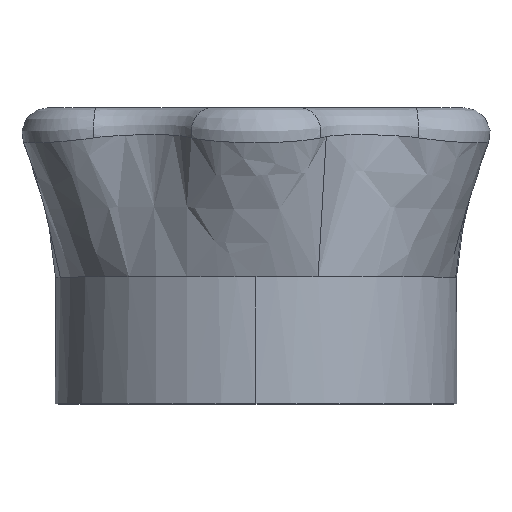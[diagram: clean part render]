
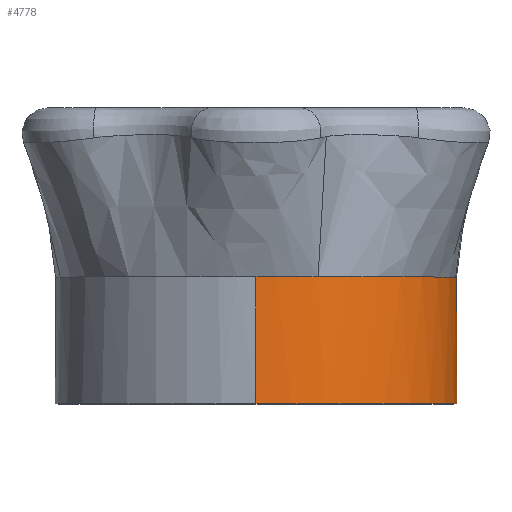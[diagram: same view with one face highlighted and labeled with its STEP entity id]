
A CAD part, top view. The second image highlights one B-rep face of the part: STEP entity #4778.
In plain terms, the highlighted cylindrical face has radius 23.75 mm (diameter 47.5 mm), a partial arc.
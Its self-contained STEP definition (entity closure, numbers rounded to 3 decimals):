
#76 = DIRECTION ( 'NONE',  ( 0., 0., -1. ) ) ;
#135 = CARTESIAN_POINT ( 'NONE',  ( 10.779, 15.001, -21.166 ) ) ;
#169 = CARTESIAN_POINT ( 'NONE',  ( 0., 15., -23.75 ) ) ;
#171 = CARTESIAN_POINT ( 'NONE',  ( 0., 0., -23.75 ) ) ;
#318 = CARTESIAN_POINT ( 'NONE',  ( 2.492, 15., 23.651 ) ) ;
#473 = CARTESIAN_POINT ( 'NONE',  ( 10.606, 15.002, 21.262 ) ) ;
#507 = CARTESIAN_POINT ( 'NONE',  ( 22.378, 15., 7.986 ) ) ;
#564 = CIRCLE ( 'NONE', #2469, 23.75 ) ;
#665 = CARTESIAN_POINT ( 'NONE',  ( 9.508, 14.999, -21.775 ) ) ;
#780 = CARTESIAN_POINT ( 'NONE',  ( 1.253, 15., 23.75 ) ) ;
#902 = CARTESIAN_POINT ( 'NONE',  ( 20.994, 15., 11.192 ) ) ;
#908 = DIRECTION ( 'NONE',  ( 0., 1., 0. ) ) ;
#968 = CARTESIAN_POINT ( 'NONE',  ( 23.741, 15.002, -0.949 ) ) ;
#1004 = CARTESIAN_POINT ( 'NONE',  ( 23.239, 15.001, -5.094 ) ) ;
#1073 = CARTESIAN_POINT ( 'NONE',  ( 10.465, 15.001, -21.323 ) ) ;
#1281 = CARTESIAN_POINT ( 'NONE',  ( 7.347, 15., 22.585 ) ) ;
#1431 = CARTESIAN_POINT ( 'NONE',  ( 12.449, 15., 20.229 ) ) ;
#1497 = CARTESIAN_POINT ( 'NONE',  ( 23.538, 14.999, 3.244 ) ) ;
#1532 = CARTESIAN_POINT ( 'NONE',  ( 20.02, 15., -12.796 ) ) ;
#1546 = VERTEX_POINT ( 'NONE', #2420 ) ;
#1593 = CARTESIAN_POINT ( 'NONE',  ( 11.402, 15., -20.837 ) ) ;
#1626 = FACE_OUTER_BOUND ( 'NONE', #6531, .T. ) ;
#1821 = VERTEX_POINT ( 'NONE', #1281 ) ;
#1967 = CARTESIAN_POINT ( 'NONE',  ( 9.97, 14.999, 21.567 ) ) ;
#2039 = CARTESIAN_POINT ( 'NONE',  ( 14.196, 15., 19.053 ) ) ;
#2128 = CARTESIAN_POINT ( 'NONE',  ( 13.206, 15.001, -19.743 ) ) ;
#2160 = CARTESIAN_POINT ( 'NONE',  ( 6.899, 15., -22.769 ) ) ;
#2213 = EDGE_CURVE ( 'NONE', #1546, #4138, #564, .T. ) ;
#2244 = ORIENTED_EDGE ( 'NONE', *, *, #4974, .T. ) ;
#2340 = CARTESIAN_POINT ( 'NONE',  ( 0., 15., 23.75 ) ) ;
#2420 = CARTESIAN_POINT ( 'NONE',  ( 0., 0., 23.75 ) ) ;
#2469 = AXIS2_PLACEMENT_3D ( 'NONE', #6458, #908, #4537 ) ;
#2498 = CARTESIAN_POINT ( 'NONE',  ( 12.749, 15.001, 20.041 ) ) ;
#2533 = B_SPLINE_CURVE_WITH_KNOTS ( 'NONE', 3,
 ( #2340, #780, #318, #4804, #3263, #3332 ),
 .UNSPECIFIED., .F., .F.,
 ( 4, 2, 4 ),
 ( 0.143, 0.146, 0.15 ),
 .UNSPECIFIED. ) ;
#2534 = CARTESIAN_POINT ( 'NONE',  ( 21.978, 15.001, -9.111 ) ) ;
#2568 = CARTESIAN_POINT ( 'NONE',  ( 15.833, 15.001, 17.757 ) ) ;
#2598 = LINE ( 'NONE', #5150, #6497 ) ;
#2727 = CARTESIAN_POINT ( 'NONE',  ( 11.709, 14.998, -20.666 ) ) ;
#2921 = CARTESIAN_POINT ( 'NONE',  ( 0., 18., 23.75 ) ) ;
#2961 = CARTESIAN_POINT ( 'NONE',  ( 21.613, 15., 9.946 ) ) ;
#3028 = CARTESIAN_POINT ( 'NONE',  ( 22.902, 14.999, -6.447 ) ) ;
#3093 = CARTESIAN_POINT ( 'NONE',  ( 14.907, 15., -18.502 ) ) ;
#3124 = CARTESIAN_POINT ( 'NONE',  ( 13.498, 15., -19.545 ) ) ;
#3155 = CARTESIAN_POINT ( 'NONE',  ( 1.395, 15., -23.719 ) ) ;
#3186 = CARTESIAN_POINT ( 'NONE',  ( 19.234, 15., -13.95 ) ) ;
#3263 = CARTESIAN_POINT ( 'NONE',  ( 6.151, 15., 22.974 ) ) ;
#3332 = CARTESIAN_POINT ( 'NONE',  ( 7.347, 15., 22.585 ) ) ;
#3424 = CARTESIAN_POINT ( 'NONE',  ( 18.683, 15., 14.68 ) ) ;
#3525 = CARTESIAN_POINT ( 'NONE',  ( 23.644, 15., -2.343 ) ) ;
#3552 = EDGE_CURVE ( 'NONE', #6404, #4138, #2598, .T. ) ;
#3553 = LINE ( 'NONE', #2921, #4827 ) ;
#3594 = CARTESIAN_POINT ( 'NONE',  ( 3.495, 15., -23.502 ) ) ;
#3612 = CARTESIAN_POINT ( 'NONE',  ( 0., 15., 23.75 ) ) ;
#3669 = ORIENTED_EDGE ( 'NONE', *, *, #4691, .F. ) ;
#3718 = CARTESIAN_POINT ( 'NONE',  ( 16.497, 15., -17.143 ) ) ;
#3953 = CARTESIAN_POINT ( 'NONE',  ( 11.844, 14.998, 20.589 ) ) ;
#3986 = CARTESIAN_POINT ( 'NONE',  ( 13.629, 15.001, 19.463 ) ) ;
#4020 = CARTESIAN_POINT ( 'NONE',  ( 19.516, 15., 13.553 ) ) ;
#4033 = EDGE_CURVE ( 'NONE', #6166, #1821, #2533, .T. ) ;
#4053 = CARTESIAN_POINT ( 'NONE',  ( 23.163, 15., 5.296 ) ) ;
#4089 = CARTESIAN_POINT ( 'NONE',  ( 16.844, 14.999, 16.802 ) ) ;
#4138 = VERTEX_POINT ( 'NONE', #171 ) ;
#4149 = CARTESIAN_POINT ( 'NONE',  ( 8.862, 15., -22.046 ) ) ;
#4180 = CARTESIAN_POINT ( 'NONE',  ( 2.797, 15., -23.595 ) ) ;
#4454 = DIRECTION ( 'NONE',  ( 0., -1., 0. ) ) ;
#4461 = CARTESIAN_POINT ( 'NONE',  ( 8.677, 15., 22.12 ) ) ;
#4537 = DIRECTION ( 'NONE',  ( 0., 0., 1. ) ) ;
#4565 = CARTESIAN_POINT ( 'NONE',  ( 21.405, 15., -10.384 ) ) ;
#4630 = CYLINDRICAL_SURFACE ( 'NONE', #5140, 23.75 ) ;
#4657 = CARTESIAN_POINT ( 'NONE',  ( 0., 18., 0. ) ) ;
#4691 = EDGE_CURVE ( 'NONE', #1821, #6404, #5214, .T. ) ;
#4720 = CARTESIAN_POINT ( 'NONE',  ( 0.697, 15., -23.75 ) ) ;
#4778 = ADVANCED_FACE ( 'NONE', ( #1626 ), #4630, .T. ) ;
#4804 = CARTESIAN_POINT ( 'NONE',  ( 4.941, 15., 23.263 ) ) ;
#4827 = VECTOR ( 'NONE', #4454, 1000. ) ;
#4957 = CARTESIAN_POINT ( 'NONE',  ( 23.759, 14.997, -0.244 ) ) ;
#4974 = EDGE_CURVE ( 'NONE', #6166, #1546, #3553, .T. ) ;
#5024 = CARTESIAN_POINT ( 'NONE',  ( 11.537, 14.999, 20.762 ) ) ;
#5047 = ORIENTED_EDGE ( 'NONE', *, *, #3552, .F. ) ;
#5058 = CARTESIAN_POINT ( 'NONE',  ( 19.906, 15., 12.974 ) ) ;
#5092 = CARTESIAN_POINT ( 'NONE',  ( 22.997, 14.999, 5.973 ) ) ;
#5123 = CARTESIAN_POINT ( 'NONE',  ( 12.615, 15.001, -20.126 ) ) ;
#5140 = AXIS2_PLACEMENT_3D ( 'NONE', #4657, #5180, #76 ) ;
#5150 = CARTESIAN_POINT ( 'NONE',  ( 0., 18., -23.75 ) ) ;
#5164 = ORIENTED_EDGE ( 'NONE', *, *, #4033, .F. ) ;
#5180 = DIRECTION ( 'NONE',  ( 0., -1., 0. ) ) ;
#5211 = CARTESIAN_POINT ( 'NONE',  ( 17.474, 15., -16.146 ) ) ;
#5214 = B_SPLINE_CURVE_WITH_KNOTS ( 'NONE', 3,
 ( #5454, #6514, #4461, #1967, #473, #5024, #3953, #1431, #2498, #3986, #2039, #2568, #4089, #6116, #3424, #4020, #5058, #902, #2961, #507, #6045, #5092, #4053, #5980, #1497, #6012, #5487, #4957, #968, #3525, #5556, #1004, #3028, #2534, #4565, #6081, #1532, #3186, #6144, #5211, #3718, #3093, #5746, #3124, #2128, #5123, #5681, #2727, #1593, #135, #1073, #665, #4149, #2160, #6175, #3594, #4180, #3155, #4720, #169 ),
 .UNSPECIFIED., .F., .F.,
 ( 4, 2, 2, 2, 2, 2, 2, 2, 2, 2, 2, 2, 2, 2, 2, 2, 2, 2, 2, 2, 2, 2, 2, 2, 2, 2, 2, 2, 2, 4 ),
 ( 0., 0.002, 0.004, 0.005, 0.006, 0.008, 0.013, 0.015, 0.017, 0.021, 0.023, 0.025, 0.027, 0.03, 0.032, 0.034, 0.038, 0.042, 0.044, 0.046, 0.051, 0.053, 0.054, 0.055, 0.056, 0.057, 0.059, 0.063, 0.065, 0.068 ),
 .UNSPECIFIED. ) ;
#5454 = CARTESIAN_POINT ( 'NONE',  ( 7.347, 15., 22.585 ) ) ;
#5487 = CARTESIAN_POINT ( 'NONE',  ( 23.732, 15.001, 1.162 ) ) ;
#5556 = CARTESIAN_POINT ( 'NONE',  ( 23.566, 15., -3.034 ) ) ;
#5681 = CARTESIAN_POINT ( 'NONE',  ( 12.315, 14.999, -20.311 ) ) ;
#5746 = CARTESIAN_POINT ( 'NONE',  ( 14.356, 14.999, -18.933 ) ) ;
#5980 = CARTESIAN_POINT ( 'NONE',  ( 23.433, 15., 3.931 ) ) ;
#6012 = CARTESIAN_POINT ( 'NONE',  ( 23.687, 15., 1.859 ) ) ;
#6045 = CARTESIAN_POINT ( 'NONE',  ( 22.606, 15., 7.316 ) ) ;
#6081 = CARTESIAN_POINT ( 'NONE',  ( 20.387, 15., -12.204 ) ) ;
#6116 = CARTESIAN_POINT ( 'NONE',  ( 18.237, 15., 15.23 ) ) ;
#6144 = CARTESIAN_POINT ( 'NONE',  ( 18.813, 15., -14.513 ) ) ;
#6166 = VERTEX_POINT ( 'NONE', #3612 ) ;
#6172 = DIRECTION ( 'NONE',  ( 0., -1., 0. ) ) ;
#6175 = CARTESIAN_POINT ( 'NONE',  ( 5.557, 15., -23.133 ) ) ;
#6291 = CARTESIAN_POINT ( 'NONE',  ( 0., 15., -23.75 ) ) ;
#6404 = VERTEX_POINT ( 'NONE', #6291 ) ;
#6458 = CARTESIAN_POINT ( 'NONE',  ( 0., 0., 0. ) ) ;
#6465 = ORIENTED_EDGE ( 'NONE', *, *, #2213, .T. ) ;
#6497 = VECTOR ( 'NONE', #6172, 1000. ) ;
#6514 = CARTESIAN_POINT ( 'NONE',  ( 8.018, 15., 22.367 ) ) ;
#6531 = EDGE_LOOP ( 'NONE', ( #5164, #2244, #6465, #5047, #3669 ) ) ;
